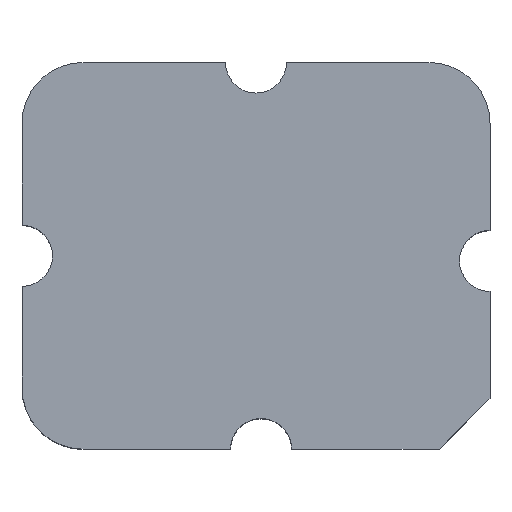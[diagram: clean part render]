
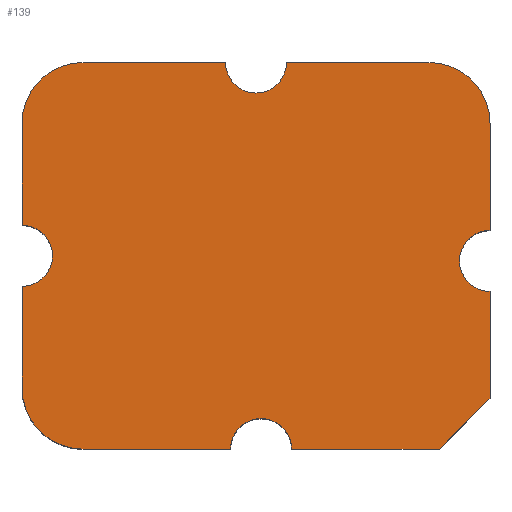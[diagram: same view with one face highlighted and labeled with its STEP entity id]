
A CAD part, top view. The second image highlights one B-rep face of the part: STEP entity #139.
In plain terms, the highlighted planar face has unit normal (0, 0, 1).
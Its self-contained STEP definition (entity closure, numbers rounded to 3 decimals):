
#121=PLANE('',#473);
#139=ADVANCED_FACE('',(#164),#121,.T.);
#164=FACE_OUTER_BOUND('',#182,.T.);
#182=EDGE_LOOP('',(#316,#317,#318,#319,#320,#321,#322,#323,#324,#325,#326,
#327,#328,#329,#330,#331));
#188=LINE('',#589,#222);
#191=LINE('',#595,#225);
#194=LINE('',#601,#228);
#198=LINE('',#613,#232);
#202=LINE('',#625,#236);
#206=LINE('',#637,#240);
#210=LINE('',#649,#244);
#214=LINE('',#661,#248);
#217=LINE('',#670,#251);
#222=VECTOR('',#487,1.);
#225=VECTOR('',#492,1.);
#228=VECTOR('',#497,1.);
#232=VECTOR('',#509,1.);
#236=VECTOR('',#521,1.);
#240=VECTOR('',#533,1.);
#244=VECTOR('',#545,1.);
#248=VECTOR('',#557,1.);
#251=VECTOR('',#568,1.);
#316=ORIENTED_EDGE('',*,*,#382,.F.);
#317=ORIENTED_EDGE('',*,*,#386,.F.);
#318=ORIENTED_EDGE('',*,*,#389,.T.);
#319=ORIENTED_EDGE('',*,*,#392,.F.);
#320=ORIENTED_EDGE('',*,*,#395,.F.);
#321=ORIENTED_EDGE('',*,*,#398,.F.);
#322=ORIENTED_EDGE('',*,*,#401,.T.);
#323=ORIENTED_EDGE('',*,*,#404,.F.);
#324=ORIENTED_EDGE('',*,*,#407,.F.);
#325=ORIENTED_EDGE('',*,*,#410,.F.);
#326=ORIENTED_EDGE('',*,*,#413,.T.);
#327=ORIENTED_EDGE('',*,*,#416,.F.);
#328=ORIENTED_EDGE('',*,*,#419,.F.);
#329=ORIENTED_EDGE('',*,*,#422,.F.);
#330=ORIENTED_EDGE('',*,*,#425,.T.);
#331=ORIENTED_EDGE('',*,*,#427,.F.);
#350=VERTEX_POINT('',#580);
#351=VERTEX_POINT('',#582);
#353=VERTEX_POINT('',#588);
#355=VERTEX_POINT('',#594);
#357=VERTEX_POINT('',#600);
#359=VERTEX_POINT('',#606);
#361=VERTEX_POINT('',#612);
#363=VERTEX_POINT('',#618);
#365=VERTEX_POINT('',#624);
#367=VERTEX_POINT('',#630);
#369=VERTEX_POINT('',#636);
#371=VERTEX_POINT('',#642);
#373=VERTEX_POINT('',#648);
#375=VERTEX_POINT('',#654);
#377=VERTEX_POINT('',#660);
#379=VERTEX_POINT('',#666);
#382=EDGE_CURVE('',#350,#351,#429,.T.);
#386=EDGE_CURVE('',#353,#350,#188,.T.);
#389=EDGE_CURVE('',#353,#355,#191,.T.);
#392=EDGE_CURVE('',#357,#355,#194,.T.);
#395=EDGE_CURVE('',#359,#357,#431,.T.);
#398=EDGE_CURVE('',#361,#359,#198,.T.);
#401=EDGE_CURVE('',#361,#363,#433,.T.);
#404=EDGE_CURVE('',#365,#363,#202,.T.);
#407=EDGE_CURVE('',#367,#365,#435,.T.);
#410=EDGE_CURVE('',#369,#367,#206,.T.);
#413=EDGE_CURVE('',#369,#371,#437,.T.);
#416=EDGE_CURVE('',#373,#371,#210,.T.);
#419=EDGE_CURVE('',#375,#373,#439,.T.);
#422=EDGE_CURVE('',#377,#375,#214,.T.);
#425=EDGE_CURVE('',#377,#379,#441,.T.);
#427=EDGE_CURVE('',#351,#379,#217,.T.);
#429=CIRCLE('',#444,0.015);
#431=CIRCLE('',#450,0.015);
#433=CIRCLE('',#454,0.03);
#435=CIRCLE('',#458,0.015);
#437=CIRCLE('',#462,0.03);
#439=CIRCLE('',#466,0.015);
#441=CIRCLE('',#470,0.03);
#444=AXIS2_PLACEMENT_3D('',#581,#480,#481);
#450=AXIS2_PLACEMENT_3D('',#607,#503,#504);
#454=AXIS2_PLACEMENT_3D('',#619,#515,#516);
#458=AXIS2_PLACEMENT_3D('',#631,#527,#528);
#462=AXIS2_PLACEMENT_3D('',#643,#539,#540);
#466=AXIS2_PLACEMENT_3D('',#655,#551,#552);
#470=AXIS2_PLACEMENT_3D('',#667,#563,#564);
#473=AXIS2_PLACEMENT_3D('',#672,#571,#572);
#480=DIRECTION('',(0.,0.,1.));
#481=DIRECTION('',(1.,0.,0.));
#487=DIRECTION('',(-1.,0.,0.));
#492=DIRECTION('',(0.707,0.707,0.));
#497=DIRECTION('',(0.,-1.,0.));
#503=DIRECTION('',(0.,0.,1.));
#504=DIRECTION('',(1.,0.,0.));
#509=DIRECTION('',(0.,-1.,0.));
#515=DIRECTION('',(0.,0.,1.));
#516=DIRECTION('',(1.,0.,0.));
#521=DIRECTION('',(1.,0.,0.));
#527=DIRECTION('',(0.,0.,1.));
#528=DIRECTION('',(1.,0.,0.));
#533=DIRECTION('',(1.,0.,0.));
#539=DIRECTION('',(0.,0.,1.));
#540=DIRECTION('',(1.,0.,0.));
#545=DIRECTION('',(0.,1.,0.));
#551=DIRECTION('',(0.,0.,1.));
#552=DIRECTION('',(1.,0.,0.));
#557=DIRECTION('',(0.,1.,0.));
#563=DIRECTION('',(0.,0.,1.));
#564=DIRECTION('',(1.,0.,0.));
#568=DIRECTION('',(-1.,0.,0.));
#571=DIRECTION('',(0.,0.,1.));
#572=DIRECTION('',(-1.,0.,0.));
#580=CARTESIAN_POINT('',(0.518,0.155,0.25));
#581=CARTESIAN_POINT('',(0.503,0.155,0.25));
#582=CARTESIAN_POINT('',(0.488,0.155,0.25));
#588=CARTESIAN_POINT('',(0.59,0.155,0.25));
#589=CARTESIAN_POINT('',(0.5,0.155,0.25));
#594=CARTESIAN_POINT('',(0.615,0.18,0.25));
#595=CARTESIAN_POINT('',(0.593,0.158,0.25));
#600=CARTESIAN_POINT('',(0.615,0.233,0.25));
#601=CARTESIAN_POINT('',(0.615,0.25,0.25));
#606=CARTESIAN_POINT('',(0.615,0.263,0.25));
#607=CARTESIAN_POINT('',(0.615,0.248,0.25));
#612=CARTESIAN_POINT('',(0.615,0.315,0.25));
#613=CARTESIAN_POINT('',(0.615,0.25,0.25));
#618=CARTESIAN_POINT('',(0.585,0.345,0.25));
#619=CARTESIAN_POINT('',(0.585,0.315,0.25));
#624=CARTESIAN_POINT('',(0.515,0.345,0.25));
#625=CARTESIAN_POINT('',(0.5,0.345,0.25));
#630=CARTESIAN_POINT('',(0.485,0.345,0.25));
#631=CARTESIAN_POINT('',(0.5,0.345,0.25));
#636=CARTESIAN_POINT('',(0.415,0.345,0.25));
#637=CARTESIAN_POINT('',(0.5,0.345,0.25));
#642=CARTESIAN_POINT('',(0.385,0.315,0.25));
#643=CARTESIAN_POINT('',(0.415,0.315,0.25));
#648=CARTESIAN_POINT('',(0.385,0.265,0.25));
#649=CARTESIAN_POINT('',(0.385,0.25,0.25));
#654=CARTESIAN_POINT('',(0.385,0.235,0.25));
#655=CARTESIAN_POINT('',(0.385,0.25,0.25));
#660=CARTESIAN_POINT('',(0.385,0.185,0.25));
#661=CARTESIAN_POINT('',(0.385,0.25,0.25));
#666=CARTESIAN_POINT('',(0.415,0.155,0.25));
#667=CARTESIAN_POINT('',(0.415,0.185,0.25));
#670=CARTESIAN_POINT('',(0.5,0.155,0.25));
#672=CARTESIAN_POINT('',(0.5,0.25,0.25));
